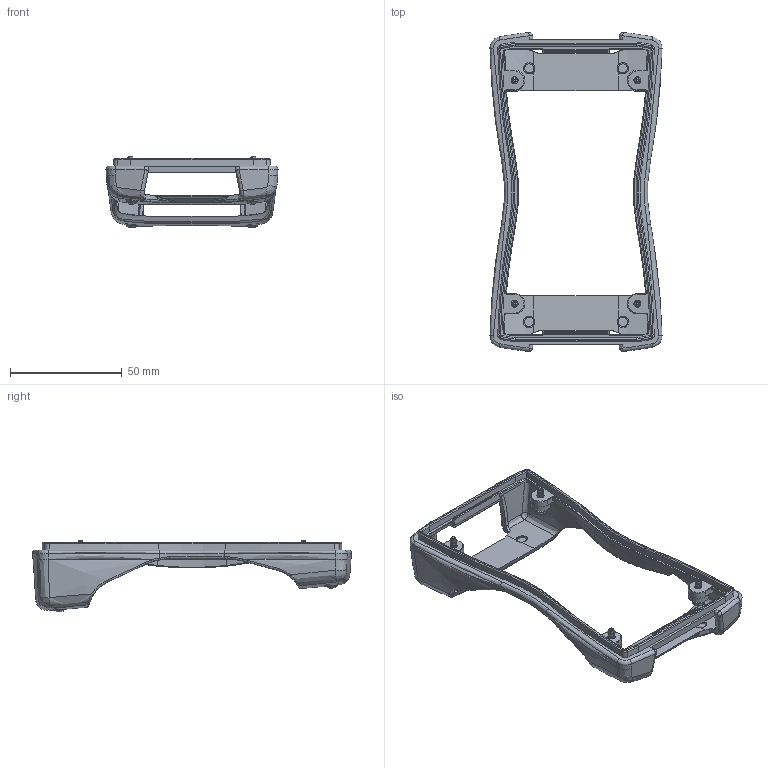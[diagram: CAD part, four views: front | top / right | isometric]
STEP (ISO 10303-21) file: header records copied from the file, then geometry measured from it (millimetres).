
FILE_DESCRIPTION((''),'2;1');
FILE_NAME('82851003_BS 500 DI-D-1003.stp','2011-05-27T08:14:44',('haertel'),(''),'Autodesk Inventor 2011','Autodesk Inventor 2011','');
FILE_SCHEMA(('AUTOMOTIVE_DESIGN { 1 0 10303 214 1 1 1 1 }'));
Length unit declared in the file: millimetre
Products named in the file (3): BS-500-DI-D.iam (Detailgenauigkeit1); 1010147_3D; SHR Z KA30X12 WN 1412 MG_3DSYM
Assembly tree (5 placements, depth 2):
  BS-500-DI-D.iam (Detailgenauigkeit1)
    1010147_3D
    SHR Z KA30X12 WN 1412 MG_3DSYM  x4
Bounding box: 77.06 x 142.85 x 32.22 mm (x, y, z)
Volume: 24145.6 mm3; surface area: 25237.9 mm2
Topology: 5 solids, 5 shells, 787 faces, 1950 edges, 1168 vertices
Faces by surface type: bspline 210, plane 169, cylinder 168, torus 132, cone 88, sphere 20
Full cylindrical faces by diameter (mm): 2 x28, 3.2 x4, 5.3 x4
Entity records: 24664 total; most frequent: CARTESIAN_POINT 10718, ORIENTED_EDGE 3042, DIRECTION 2643, EDGE_CURVE 1521, AXIS2_PLACEMENT_3D 1119, VERTEX_POINT 922, EDGE_LOOP 701, FACE_OUTER_BOUND 645
